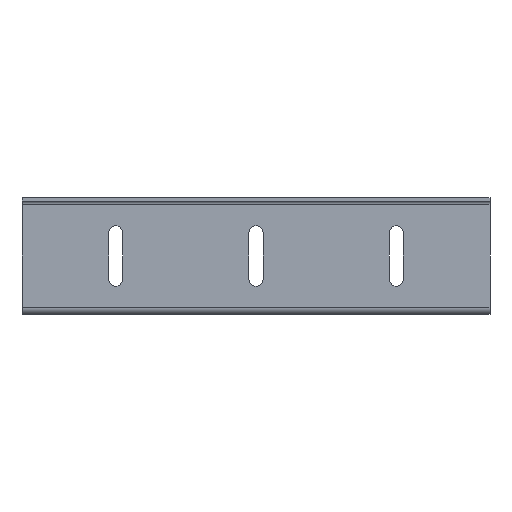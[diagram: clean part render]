
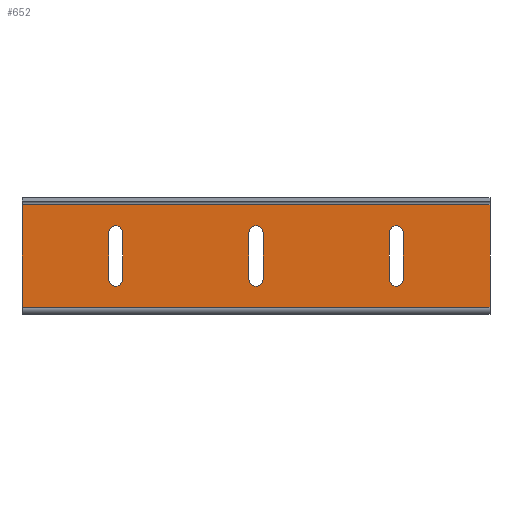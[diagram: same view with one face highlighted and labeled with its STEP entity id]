
A CAD part, front view. The second image highlights one B-rep face of the part: STEP entity #652.
In plain terms, the highlighted planar face has unit normal (0, -1, 0).
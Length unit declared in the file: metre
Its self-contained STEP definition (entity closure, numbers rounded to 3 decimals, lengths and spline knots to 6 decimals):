
#21=CIRCLE('',#693,0.006);
#23=CIRCLE('',#697,0.006);
#25=CIRCLE('',#700,0.006);
#27=CIRCLE('',#704,0.006);
#29=CIRCLE('',#707,0.006);
#31=CIRCLE('',#711,0.006);
#118=ORIENTED_EDGE('',*,*,#275,.T.);
#119=ORIENTED_EDGE('',*,*,#277,.T.);
#120=ORIENTED_EDGE('',*,*,#269,.T.);
#121=ORIENTED_EDGE('',*,*,#272,.F.);
#122=ORIENTED_EDGE('',*,*,#265,.T.);
#123=ORIENTED_EDGE('',*,*,#279,.T.);
#124=ORIENTED_EDGE('',*,*,#259,.T.);
#125=ORIENTED_EDGE('',*,*,#262,.F.);
#126=ORIENTED_EDGE('',*,*,#255,.T.);
#127=ORIENTED_EDGE('',*,*,#281,.T.);
#128=ORIENTED_EDGE('',*,*,#249,.T.);
#129=ORIENTED_EDGE('',*,*,#252,.F.);
#130=ORIENTED_EDGE('',*,*,#245,.F.);
#131=ORIENTED_EDGE('',*,*,#282,.F.);
#132=ORIENTED_EDGE('',*,*,#241,.T.);
#133=ORIENTED_EDGE('',*,*,#283,.T.);
#241=EDGE_CURVE('',#327,#329,#385,.T.);
#245=EDGE_CURVE('',#333,#331,#389,.T.);
#249=EDGE_CURVE('',#335,#337,#21,.F.);
#252=EDGE_CURVE('',#339,#337,#394,.T.);
#255=EDGE_CURVE('',#339,#341,#23,.F.);
#259=EDGE_CURVE('',#343,#345,#25,.F.);
#262=EDGE_CURVE('',#347,#345,#400,.T.);
#265=EDGE_CURVE('',#347,#349,#27,.F.);
#269=EDGE_CURVE('',#351,#353,#29,.F.);
#272=EDGE_CURVE('',#355,#353,#406,.T.);
#275=EDGE_CURVE('',#355,#357,#31,.F.);
#277=EDGE_CURVE('',#357,#351,#409,.T.);
#279=EDGE_CURVE('',#349,#343,#411,.T.);
#281=EDGE_CURVE('',#341,#335,#413,.T.);
#282=EDGE_CURVE('',#327,#333,#414,.F.);
#283=EDGE_CURVE('',#329,#331,#415,.T.);
#327=VERTEX_POINT('',#953);
#329=VERTEX_POINT('',#957);
#331=VERTEX_POINT('',#962);
#333=VERTEX_POINT('',#966);
#335=VERTEX_POINT('',#971);
#337=VERTEX_POINT('',#975);
#339=VERTEX_POINT('',#981);
#341=VERTEX_POINT('',#987);
#343=VERTEX_POINT('',#992);
#345=VERTEX_POINT('',#996);
#347=VERTEX_POINT('',#1002);
#349=VERTEX_POINT('',#1008);
#351=VERTEX_POINT('',#1013);
#353=VERTEX_POINT('',#1017);
#355=VERTEX_POINT('',#1023);
#357=VERTEX_POINT('',#1029);
#385=LINE('',#958,#445);
#389=LINE('',#967,#449);
#394=LINE('',#982,#454);
#400=LINE('',#1003,#460);
#406=LINE('',#1024,#466);
#409=LINE('',#1033,#469);
#411=LINE('',#1036,#471);
#413=LINE('',#1039,#473);
#414=LINE('',#1041,#474);
#415=LINE('',#1042,#475);
#445=VECTOR('',#762,1.);
#449=VECTOR('',#768,1.);
#454=VECTOR('',#781,1.);
#460=VECTOR('',#801,1.);
#466=VECTOR('',#821,1.);
#469=VECTOR('',#832,1.);
#471=VECTOR('',#836,1.);
#473=VECTOR('',#840,1.);
#474=VECTOR('',#843,1.);
#475=VECTOR('',#844,1.);
#516=EDGE_LOOP('',(#118,#119,#120,#121));
#517=EDGE_LOOP('',(#122,#123,#124,#125));
#518=EDGE_LOOP('',(#126,#127,#128,#129));
#519=EDGE_LOOP('',(#130,#131,#132,#133));
#572=FACE_BOUND('',#516,.T.);
#573=FACE_BOUND('',#517,.T.);
#574=FACE_BOUND('',#518,.T.);
#575=FACE_BOUND('',#519,.T.);
#622=PLANE('',#715);
#652=ADVANCED_FACE('',(#572,#573,#574,#575),#622,.T.);
#693=AXIS2_PLACEMENT_3D('',#976,#775,#776);
#697=AXIS2_PLACEMENT_3D('',#988,#787,#788);
#700=AXIS2_PLACEMENT_3D('',#997,#795,#796);
#704=AXIS2_PLACEMENT_3D('',#1009,#807,#808);
#707=AXIS2_PLACEMENT_3D('',#1018,#815,#816);
#711=AXIS2_PLACEMENT_3D('',#1030,#827,#828);
#715=AXIS2_PLACEMENT_3D('',#1040,#841,#842);
#762=DIRECTION('',(0.,0.,-1.));
#768=DIRECTION('',(0.,0.,-1.));
#775=DIRECTION('',(0.,-1.,0.));
#776=DIRECTION('',(0.,0.,-1.));
#781=DIRECTION('',(0.,0.,-1.));
#787=DIRECTION('',(0.,-1.,0.));
#788=DIRECTION('',(0.,0.,-1.));
#795=DIRECTION('',(0.,-1.,0.));
#796=DIRECTION('',(0.,0.,-1.));
#801=DIRECTION('',(0.,0.,-1.));
#807=DIRECTION('',(0.,-1.,0.));
#808=DIRECTION('',(0.,0.,-1.));
#815=DIRECTION('',(0.,-1.,0.));
#816=DIRECTION('',(0.,0.,-1.));
#821=DIRECTION('',(0.,0.,-1.));
#827=DIRECTION('',(0.,-1.,0.));
#828=DIRECTION('',(0.,0.,-1.));
#832=DIRECTION('',(0.,0.,-1.));
#836=DIRECTION('',(0.,0.,-1.));
#840=DIRECTION('',(0.,0.,-1.));
#841=DIRECTION('',(0.,-1.,0.));
#842=DIRECTION('',(0.,0.,-1.));
#843=DIRECTION('',(-1.,0.,0.));
#844=DIRECTION('',(1.,0.,0.));
#953=CARTESIAN_POINT('',(0.,0.,0.094));
#957=CARTESIAN_POINT('',(0.,0.,0.006));
#958=CARTESIAN_POINT('',(0.,0.,0.022007));
#962=CARTESIAN_POINT('',(0.4,0.,0.006));
#966=CARTESIAN_POINT('',(0.4,0.,0.094));
#967=CARTESIAN_POINT('',(0.4,0.,0.022007));
#971=CARTESIAN_POINT('',(0.086,0.,0.03));
#975=CARTESIAN_POINT('',(0.074,0.,0.03));
#976=CARTESIAN_POINT('',(0.08,0.,0.03));
#981=CARTESIAN_POINT('',(0.074,0.,0.07));
#982=CARTESIAN_POINT('',(0.074,0.,0.022007));
#987=CARTESIAN_POINT('',(0.086,0.,0.07));
#988=CARTESIAN_POINT('',(0.08,0.,0.07));
#992=CARTESIAN_POINT('',(0.206,0.,0.03));
#996=CARTESIAN_POINT('',(0.194,0.,0.03));
#997=CARTESIAN_POINT('',(0.2,0.,0.03));
#1002=CARTESIAN_POINT('',(0.194,0.,0.07));
#1003=CARTESIAN_POINT('',(0.194,0.,0.022007));
#1008=CARTESIAN_POINT('',(0.206,0.,0.07));
#1009=CARTESIAN_POINT('',(0.2,0.,0.07));
#1013=CARTESIAN_POINT('',(0.326,0.,0.03));
#1017=CARTESIAN_POINT('',(0.314,0.,0.03));
#1018=CARTESIAN_POINT('',(0.32,0.,0.03));
#1023=CARTESIAN_POINT('',(0.314,0.,0.07));
#1024=CARTESIAN_POINT('',(0.314,0.,0.022007));
#1029=CARTESIAN_POINT('',(0.326,0.,0.07));
#1030=CARTESIAN_POINT('',(0.32,0.,0.07));
#1033=CARTESIAN_POINT('',(0.326,0.,0.022007));
#1036=CARTESIAN_POINT('',(0.206,0.,0.022007));
#1039=CARTESIAN_POINT('',(0.086,0.,0.022007));
#1040=CARTESIAN_POINT('',(0.,0.,0.022007));
#1041=CARTESIAN_POINT('',(0.,0.,0.094));
#1042=CARTESIAN_POINT('',(0.,0.,0.006));
